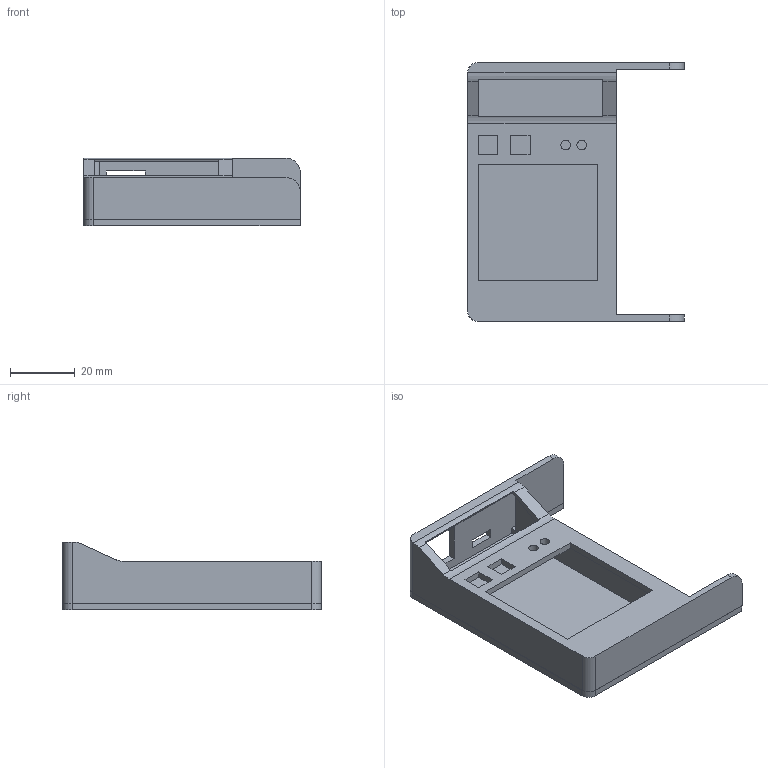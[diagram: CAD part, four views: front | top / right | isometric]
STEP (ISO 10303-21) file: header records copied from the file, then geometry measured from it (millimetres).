
FILE_DESCRIPTION(/* description */ (''),/* implementation_level */ '2;1');
FILE_NAME(/* name */ 'calculator 05012024.step',/* time_stamp */ '2024-01-05T15:40:45+01:00',/* author */ (''),/* organization */ (''),/* preprocessor_version */ 'ST-DEVELOPER v20',/* originating_system */ 'Autodesk Translation Framework v12.14.0.127',/* authorisation */ '');
FILE_SCHEMA (('AUTOMOTIVE_DESIGN { 1 0 10303 214 3 1 1 }'));
Length unit declared in the file: millimetre
Products named in the file (3): calculator rev1; main_body; bottom
Assembly tree (2 placements, depth 2):
  calculator rev1
    main_body
    bottom
Bounding box: 67.06 x 80.02 x 21 mm (x, y, z)
Volume: 18029.9 mm3; surface area: 20361.3 mm2
Topology: 2 solids, 2 shells, 68 faces, 205 edges, 136 vertices
Faces by surface type: plane 57, cylinder 11
Full cylindrical faces by diameter (mm): 3 x2
Entity records: 2421 total; most frequent: CARTESIAN_POINT 415, ORIENTED_EDGE 410, DIRECTION 380, EDGE_CURVE 205, LINE 178, VECTOR 178, VERTEX_POINT 136, AXIS2_PLACEMENT_3D 101
